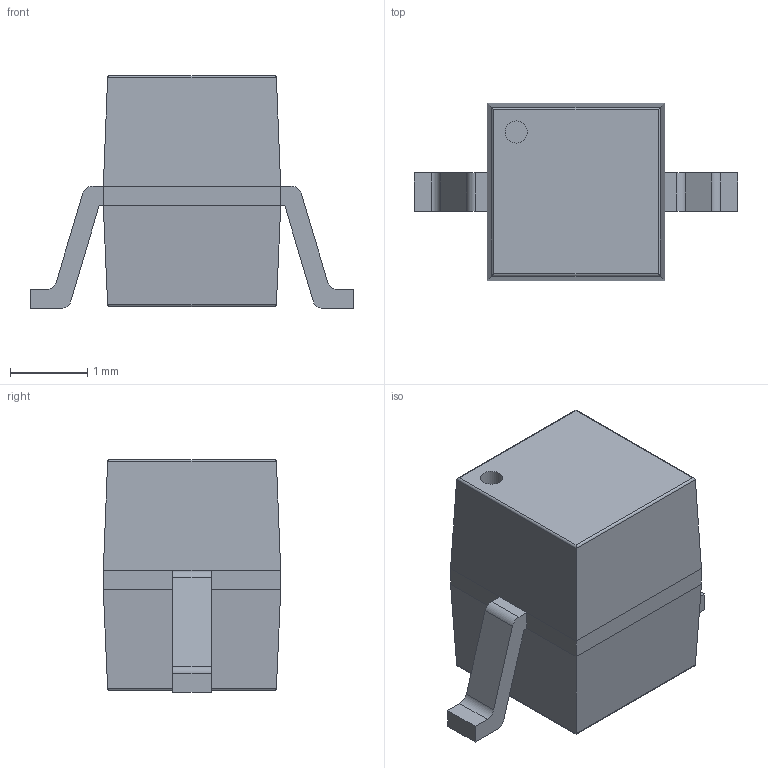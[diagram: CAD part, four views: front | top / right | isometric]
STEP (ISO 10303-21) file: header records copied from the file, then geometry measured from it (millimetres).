
FILE_DESCRIPTION(('FreeCAD Model'),'2;1');
FILE_NAME('783265.1.1.stp','2020-04-09T11:03:33',( 'Author'),(''),'Open CASCADE STEP processor 6.9','FreeCAD','Unknown' );
FILE_SCHEMA(('AUTOMOTIVE_DESIGN { 1 0 10303 214 1 1 1 1 }'));
Length unit declared in the file: millimetre
Products named in the file (3): ASSEMBLY; Body; PinsArrayLR
Assembly tree (2 placements, depth 2):
  ASSEMBLY
    Body
    PinsArrayLR
Bounding box: 4.2 x 2.3 x 3.02 mm (x, y, z)
Volume: 15.6 mm3; surface area: 42.8 mm2
Topology: 3 solids, 3 shells, 50 faces, 113 edges, 70 vertices
Faces by surface type: plane 35, cylinder 15
Full cylindrical faces by diameter (mm): 0.287 x1
Entity records: 3019 total; most frequent: CARTESIAN_POINT 634, DIRECTION 437, LINE 279, VECTOR 279, ORIENTED_EDGE 226, PCURVE 226, DEFINITIONAL_REPRESENTATION 226, EDGE_CURVE 113
